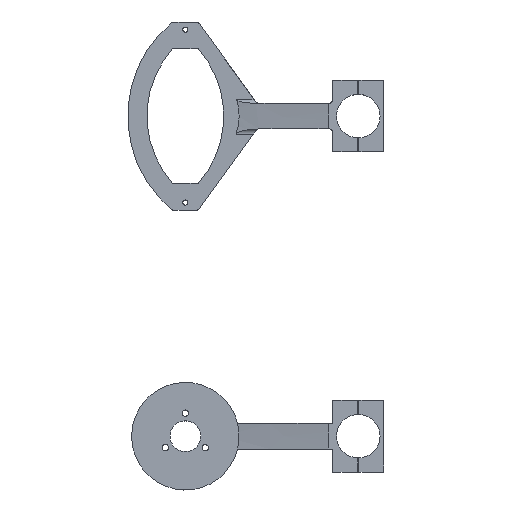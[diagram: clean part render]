
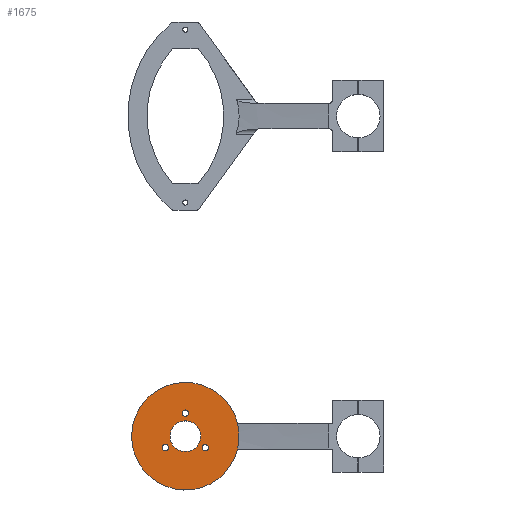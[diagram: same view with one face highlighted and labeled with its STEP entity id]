
A CAD part, top view. The second image highlights one B-rep face of the part: STEP entity #1675.
In plain terms, the highlighted planar face has unit normal (0, 0, 1).
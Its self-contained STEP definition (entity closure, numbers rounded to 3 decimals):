
#75=FACE_BOUND('',#312,.T.);
#76=FACE_BOUND('',#313,.T.);
#77=FACE_BOUND('',#314,.T.);
#78=FACE_BOUND('',#315,.T.);
#124=PLANE('',#1873);
#207=FACE_OUTER_BOUND('',#311,.T.);
#311=EDGE_LOOP('',(#1468,#1469));
#312=EDGE_LOOP('',(#1470));
#313=EDGE_LOOP('',(#1471));
#314=EDGE_LOOP('',(#1472));
#315=EDGE_LOOP('',(#1473));
#704=CIRCLE('',#1856,42.);
#705=CIRCLE('',#1859,2.5);
#707=CIRCLE('',#1862,2.5);
#709=CIRCLE('',#1865,2.5);
#711=CIRCLE('',#1868,12.);
#714=CIRCLE('',#1872,42.);
#842=VERTEX_POINT('',#2796);
#845=VERTEX_POINT('',#2803);
#847=VERTEX_POINT('',#2814);
#849=VERTEX_POINT('',#2820);
#851=VERTEX_POINT('',#2826);
#853=VERTEX_POINT('',#2832);
#1054=EDGE_CURVE('',#845,#842,#704,.T.);
#1058=EDGE_CURVE('',#847,#847,#705,.T.);
#1061=EDGE_CURVE('',#849,#849,#707,.T.);
#1064=EDGE_CURVE('',#851,#851,#709,.T.);
#1067=EDGE_CURVE('',#853,#853,#711,.T.);
#1072=EDGE_CURVE('',#845,#842,#714,.T.);
#1468=ORIENTED_EDGE('',*,*,#1072,.T.);
#1469=ORIENTED_EDGE('',*,*,#1054,.F.);
#1470=ORIENTED_EDGE('',*,*,#1067,.T.);
#1471=ORIENTED_EDGE('',*,*,#1064,.T.);
#1472=ORIENTED_EDGE('',*,*,#1061,.T.);
#1473=ORIENTED_EDGE('',*,*,#1058,.T.);
#1675=ADVANCED_FACE('',(#207,#75,#76,#77,#78),#124,.T.);
#1856=AXIS2_PLACEMENT_3D('',#2807,#2251,#2252);
#1859=AXIS2_PLACEMENT_3D('',#2815,#2260,#2261);
#1862=AXIS2_PLACEMENT_3D('',#2821,#2267,#2268);
#1865=AXIS2_PLACEMENT_3D('',#2827,#2274,#2275);
#1868=AXIS2_PLACEMENT_3D('',#2833,#2281,#2282);
#1872=AXIS2_PLACEMENT_3D('',#2841,#2291,#2292);
#1873=AXIS2_PLACEMENT_3D('',#2842,#2293,#2294);
#2251=DIRECTION('center_axis',(0.,0.,-1.));
#2252=DIRECTION('ref_axis',(1.,0.,0.));
#2260=DIRECTION('center_axis',(0.,0.,-1.));
#2261=DIRECTION('ref_axis',(1.,0.,0.));
#2267=DIRECTION('center_axis',(0.,0.,-1.));
#2268=DIRECTION('ref_axis',(1.,0.,0.));
#2274=DIRECTION('center_axis',(0.,0.,-1.));
#2275=DIRECTION('ref_axis',(1.,0.,0.));
#2281=DIRECTION('center_axis',(0.,0.,-1.));
#2282=DIRECTION('ref_axis',(1.,0.,0.));
#2291=DIRECTION('center_axis',(0.,0.,1.));
#2292=DIRECTION('ref_axis',(1.,0.,0.));
#2293=DIRECTION('center_axis',(0.,0.,1.));
#2294=DIRECTION('ref_axis',(1.,0.,0.));
#2796=CARTESIAN_POINT('',(40.792,-10.,5.));
#2803=CARTESIAN_POINT('',(40.792,10.,5.));
#2807=CARTESIAN_POINT('Origin',(0.,0.,5.));
#2814=CARTESIAN_POINT('',(-2.5,18.,5.));
#2815=CARTESIAN_POINT('Origin',(0.,18.,5.));
#2820=CARTESIAN_POINT('',(-18.088,-9.,5.));
#2821=CARTESIAN_POINT('Origin',(-15.588,-9.,5.));
#2826=CARTESIAN_POINT('',(13.088,-9.,5.));
#2827=CARTESIAN_POINT('Origin',(15.588,-9.,5.));
#2832=CARTESIAN_POINT('',(-12.,0.,5.));
#2833=CARTESIAN_POINT('Origin',(0.,0.,5.));
#2841=CARTESIAN_POINT('Origin',(0.,0.,5.));
#2842=CARTESIAN_POINT('Origin',(0.,0.,5.));
